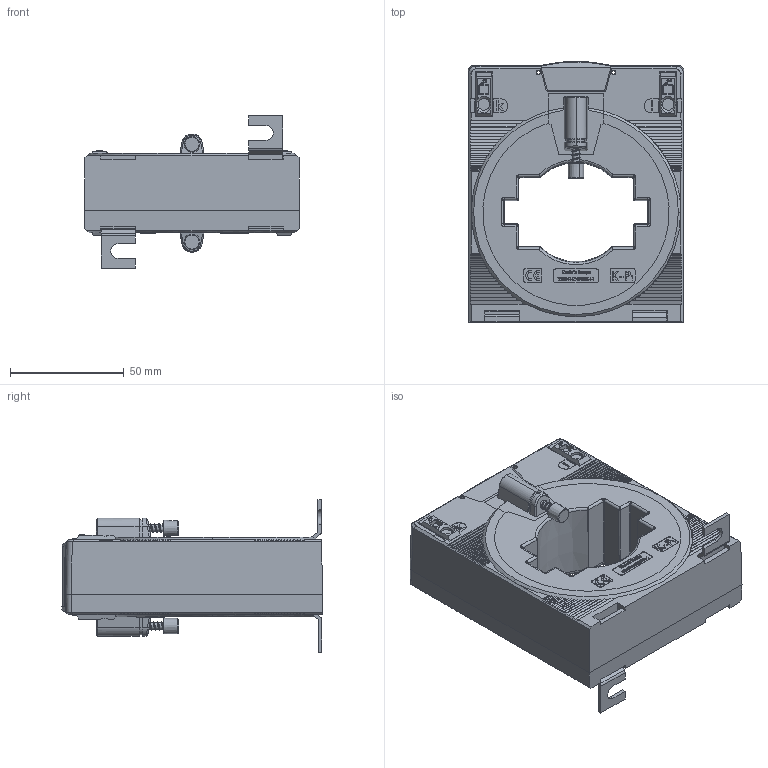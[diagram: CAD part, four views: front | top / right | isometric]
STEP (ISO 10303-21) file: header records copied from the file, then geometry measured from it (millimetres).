
FILE_DESCRIPTION (( 'STEP AP214' ), '1' );
FILE_NAME ('CTB61.35.STEP', '2012-01-16T10:50:04', ( 'User' ), ( 'EnDeCo GmbH' ), 'SwSTEP 2.0', 'SolidWorks 2010', '' );
FILE_SCHEMA (( 'AUTOMOTIVE_DESIGN' ));
Length unit declared in the file: millimetre
Products named in the file (1): CTB61.35
Bounding box: 95 x 114.83 x 67 mm (x, y, z)
Volume: 296605.9 mm3; surface area: 54072.6 mm2
Topology: 9 solids, 11 shells, 2633 faces, 7079 edges, 4610 vertices
Faces by surface type: plane 1735, bspline 402, cylinder 273, cone 174, torus 41, sphere 8
Entity records: 133824 total; most frequent: CARTESIAN_POINT 42750, ORIENTED_EDGE 14126, DIRECTION 10806, EDGE_CURVE 7063, LINE 4908, VECTOR 4908, VERTEX_POINT 4610, AXIS2_PLACEMENT_3D 2949
